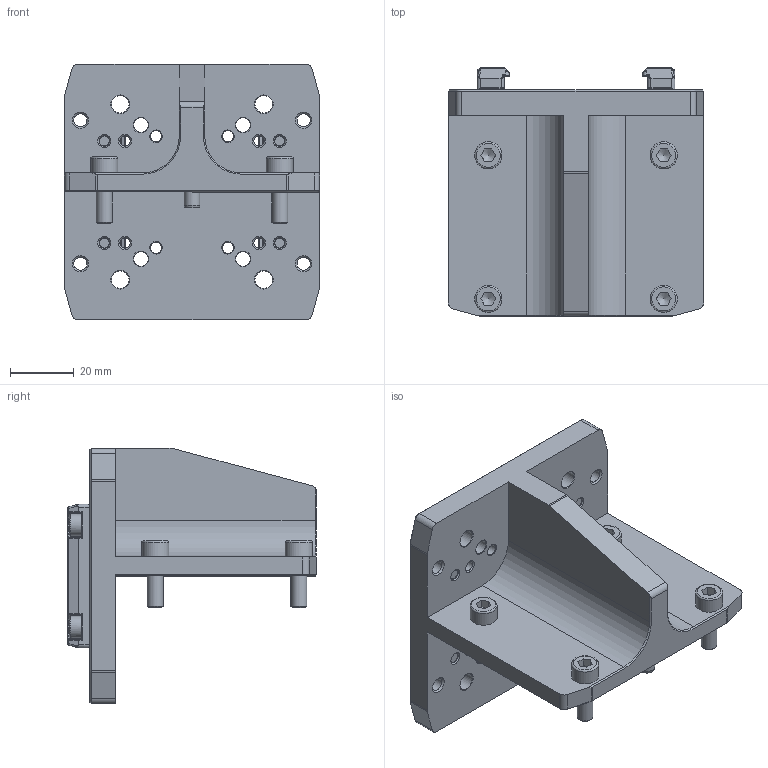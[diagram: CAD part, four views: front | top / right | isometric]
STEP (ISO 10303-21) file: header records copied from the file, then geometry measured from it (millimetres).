
FILE_DESCRIPTION(/* description */ (''),/* implementation_level */ '2;1');
FILE_NAME(/* name */ 'CAD_112568.stp',/* time_stamp */ '2021-08-05T11:27:10+02:00',/* author */ ('mlogar'),/* organization */ (''),/* preprocessor_version */ 'ST-DEVELOPER v18',/* originating_system */ 'Autodesk Inventor 2020',/* authorisation */ '');
FILE_SCHEMA (('AUTOMOTIVE_DESIGN { 1 0 10303 214 3 1 1 }'));
Length unit declared in the file: millimetre
Products named in the file (1): CAD_112568
Bounding box: 80 x 78 x 80 mm (x, y, z)
Volume: 103212.7 mm3; surface area: 36562.5 mm2
Topology: 1 solids, 3 shells, 552 faces, 1392 edges, 868 vertices
Faces by surface type: cylinder 172, plane 168, cone 100, bspline 52, torus 44, sphere 16
Full cylindrical faces by diameter (mm): 2 x2, 3.242 x8, 3.5 x4, 4 x6, 4.134 x4, 4.5 x8, 5 x12, 5.5 x8, 7 x4, 8.5 x4
Entity records: 18631 total; most frequent: CARTESIAN_POINT 4611, DIRECTION 2922, ORIENTED_EDGE 2760, EDGE_CURVE 1380, AXIS2_PLACEMENT_3D 1173, VERTEX_POINT 868, EDGE_LOOP 638, CIRCLE 600
